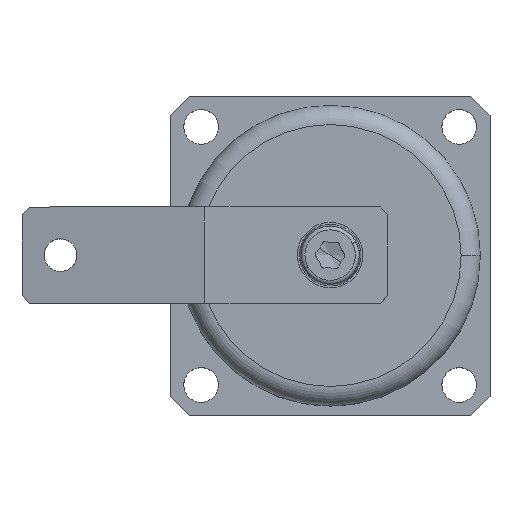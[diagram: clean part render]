
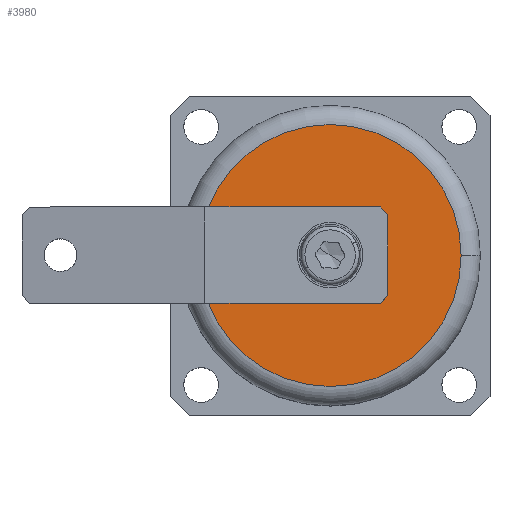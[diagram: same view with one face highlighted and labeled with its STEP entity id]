
A CAD part, top view. The second image highlights one B-rep face of the part: STEP entity #3980.
In plain terms, the highlighted planar face has unit normal (0, 0, 1).
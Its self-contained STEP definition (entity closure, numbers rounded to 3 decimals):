
#303 = AXIS2_PLACEMENT_3D ( 'NONE', #2424, #2423, #2421 ) ;
#304 = AXIS2_PLACEMENT_3D ( 'NONE', #2430, #2429, #2427 ) ;
#507 = DIRECTION ( 'NONE',  ( 1., 0., 0. ) ) ;
#508 = DIRECTION ( 'NONE',  ( 0., 0., 1. ) ) ;
#509 = CARTESIAN_POINT ( 'NONE',  ( 0., 0., 90. ) ) ;
#521 = DIRECTION ( 'NONE',  ( 1., 0., 0. ) ) ;
#522 = DIRECTION ( 'NONE',  ( 0., 0., 1. ) ) ;
#523 = CARTESIAN_POINT ( 'NONE',  ( 0., 0., 90. ) ) ;
#650 = EDGE_CURVE ( 'NONE', #3267, #2152, #2537, .T. ) ;
#651 = EDGE_CURVE ( 'NONE', #3240, #2105, #2540, .T. ) ;
#824 = AXIS2_PLACEMENT_3D ( 'NONE', #4647, #4609, #4608 ) ;
#1425 = EDGE_CURVE ( 'NONE', #2152, #3267, #1734, .T. ) ;
#1429 = EDGE_CURVE ( 'NONE', #2105, #3240, #1691, .T. ) ;
#1618 = ORIENTED_EDGE ( 'NONE', *, *, #1425, .F. ) ;
#1621 = ORIENTED_EDGE ( 'NONE', *, *, #650, .F. ) ;
#1691 = CIRCLE ( 'NONE', #5417, 34. ) ;
#1692 = FACE_OUTER_BOUND ( 'NONE', #4421, .T. ) ;
#1694 = FACE_BOUND ( 'NONE', #4415, .T. ) ;
#1734 = CIRCLE ( 'NONE', #5420, 10. ) ;
#2105 = VERTEX_POINT ( 'NONE', #3130 ) ;
#2152 = VERTEX_POINT ( 'NONE', #3005 ) ;
#2421 = DIRECTION ( 'NONE',  ( 1., 0., 0. ) ) ;
#2423 = DIRECTION ( 'NONE',  ( 0., 0., 1. ) ) ;
#2424 = CARTESIAN_POINT ( 'NONE',  ( 0., 0., 90. ) ) ;
#2427 = DIRECTION ( 'NONE',  ( 1., 0., 0. ) ) ;
#2429 = DIRECTION ( 'NONE',  ( 0., 0., 1. ) ) ;
#2430 = CARTESIAN_POINT ( 'NONE',  ( 0., 0., 90. ) ) ;
#2537 = CIRCLE ( 'NONE', #304, 10. ) ;
#2540 = CIRCLE ( 'NONE', #303, 34. ) ;
#3005 = CARTESIAN_POINT ( 'NONE',  ( -10., 0., 90. ) ) ;
#3130 = CARTESIAN_POINT ( 'NONE',  ( 34., 0., 90. ) ) ;
#3240 = VERTEX_POINT ( 'NONE', #4952 ) ;
#3267 = VERTEX_POINT ( 'NONE', #4913 ) ;
#3980 = ADVANCED_FACE ( 'NONE', ( #1694, #1692 ), #4611, .T. ) ;
#4415 = EDGE_LOOP ( 'NONE', ( #1621, #1618 ) ) ;
#4421 = EDGE_LOOP ( 'NONE', ( #5214, #5051 ) ) ;
#4608 = DIRECTION ( 'NONE',  ( 1., 0., 0. ) ) ;
#4609 = DIRECTION ( 'NONE',  ( 0., 0., 1. ) ) ;
#4611 = PLANE ( 'NONE',  #824 ) ;
#4647 = CARTESIAN_POINT ( 'NONE',  ( 0., 0., 90. ) ) ;
#4913 = CARTESIAN_POINT ( 'NONE',  ( 10., 0., 90. ) ) ;
#4952 = CARTESIAN_POINT ( 'NONE',  ( -34., 0., 90. ) ) ;
#5051 = ORIENTED_EDGE ( 'NONE', *, *, #651, .T. ) ;
#5214 = ORIENTED_EDGE ( 'NONE', *, *, #1429, .T. ) ;
#5417 = AXIS2_PLACEMENT_3D ( 'NONE', #509, #508, #507 ) ;
#5420 = AXIS2_PLACEMENT_3D ( 'NONE', #523, #522, #521 ) ;
